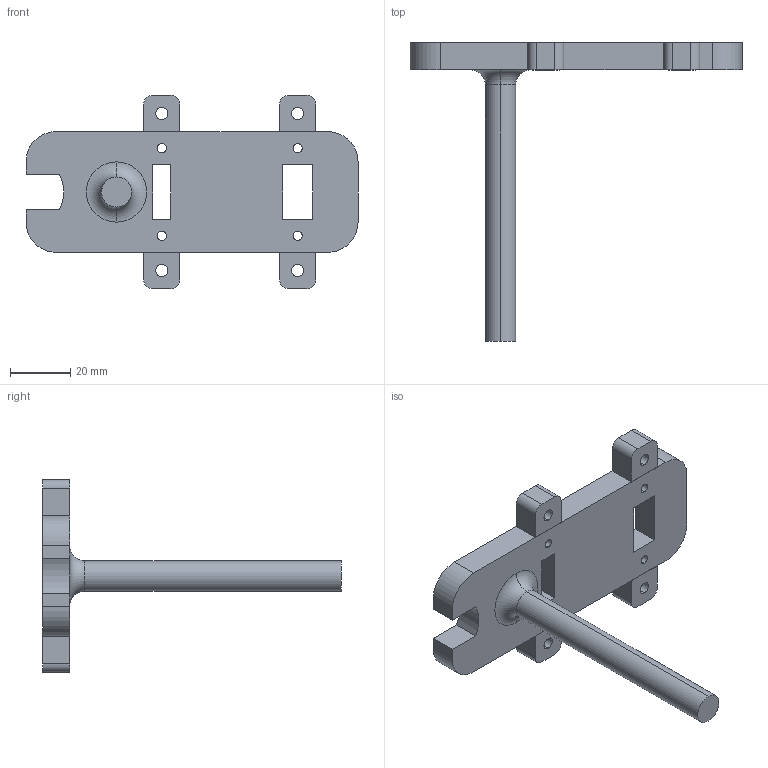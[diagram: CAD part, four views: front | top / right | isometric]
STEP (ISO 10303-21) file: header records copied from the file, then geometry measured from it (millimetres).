
FILE_DESCRIPTION (( 'STEP AP203' ), '1' );
FILE_NAME ('holder of Encoder_Default_sldprt.STEP', '2025-12-22T21:32:50', ( '' ), ( '' ), 'SwSTEP 2.0', 'SolidWorks 2023', '' );
FILE_SCHEMA (( 'CONFIG_CONTROL_DESIGN' ));
Length unit declared in the file: millimetre
Products named in the file (1): holder of Encoder_Default_sldprt
Bounding box: 110 x 99 x 64 mm (x, y, z)
Volume: 46564.7 mm3; surface area: 17613.2 mm2
Topology: 5 solids, 5 shells, 75 faces, 190 edges, 126 vertices
Faces by surface type: plane 42, cylinder 31, torus 2
Entity records: 2383 total; most frequent: DIRECTION 408, CARTESIAN_POINT 392, ORIENTED_EDGE 380, EDGE_CURVE 190, AXIS2_PLACEMENT_3D 142, VERTEX_POINT 126, LINE 124, VECTOR 124
